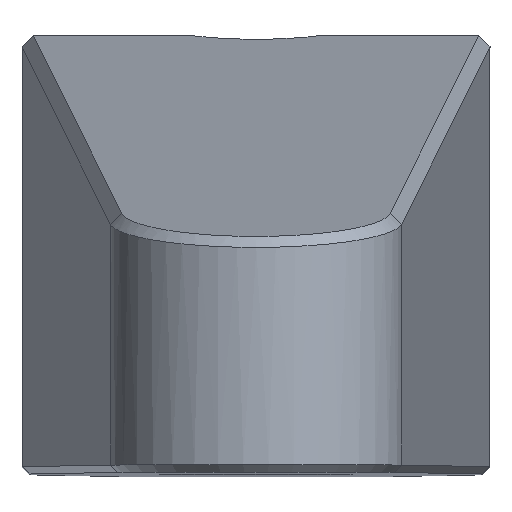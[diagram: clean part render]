
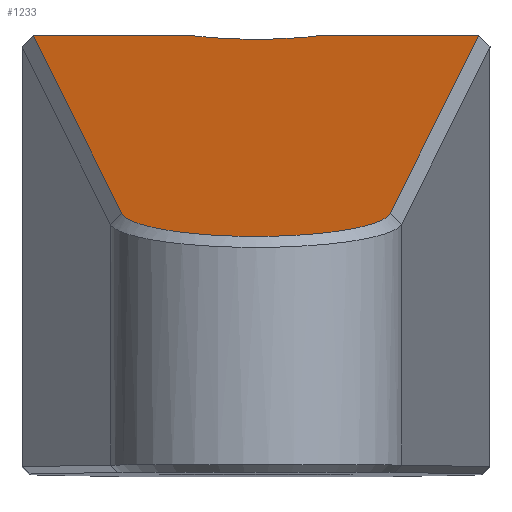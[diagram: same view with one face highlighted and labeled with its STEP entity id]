
A CAD part, top view. The second image highlights one B-rep face of the part: STEP entity #1233.
In plain terms, the highlighted planar face has unit normal (0, 0.982, 0.187).
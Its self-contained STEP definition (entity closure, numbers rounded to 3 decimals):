
#327=DIRECTION('',(-0.184,0.184,-0.966));
#328=VECTOR('',#327,0.037);
#329=CARTESIAN_POINT('',(15.244,29.993,16.535));
#330=LINE('',#329,#328);
#331=DIRECTION('',(-0.092,-0.186,0.978));
#332=VECTOR('',#331,65.907);
#333=CARTESIAN_POINT('',(15.244,29.993,16.535));
#334=LINE('',#333,#332);
#335=CARTESIAN_POINT('',(9.196,17.713,81.005));
#336=CARTESIAN_POINT('',(9.164,17.646,81.357));
#337=CARTESIAN_POINT('',(9.057,17.513,82.057));
#338=CARTESIAN_POINT('',(8.779,17.318,83.08));
#339=CARTESIAN_POINT('',(8.385,17.131,84.064));
#340=CARTESIAN_POINT('',(7.883,16.953,84.995));
#341=CARTESIAN_POINT('',(7.28,16.788,85.861));
#342=CARTESIAN_POINT('',(6.583,16.638,86.651));
#343=CARTESIAN_POINT('',(5.803,16.504,87.355));
#344=CARTESIAN_POINT('',(4.95,16.388,87.965));
#345=CARTESIAN_POINT('',(4.035,16.291,88.474));
#346=CARTESIAN_POINT('',(3.07,16.214,88.875));
#347=CARTESIAN_POINT('',(2.068,16.159,89.165));
#348=CARTESIAN_POINT('',(1.04,16.126,89.341));
#349=CARTESIAN_POINT('',(-0.001,16.114,89.399));
#350=CARTESIAN_POINT('',(-1.041,16.126,89.34));
#351=CARTESIAN_POINT('',(-2.069,16.159,89.165));
#352=CARTESIAN_POINT('',(-3.071,16.214,88.875));
#353=CARTESIAN_POINT('',(-4.036,16.291,88.473));
#354=CARTESIAN_POINT('',(-4.95,16.388,87.964));
#355=CARTESIAN_POINT('',(-5.803,16.504,87.354));
#356=CARTESIAN_POINT('',(-6.584,16.638,86.65));
#357=CARTESIAN_POINT('',(-7.28,16.789,85.86));
#358=CARTESIAN_POINT('',(-7.884,16.954,84.994));
#359=CARTESIAN_POINT('',(-8.386,17.131,84.063));
#360=CARTESIAN_POINT('',(-8.779,17.318,83.079));
#361=CARTESIAN_POINT('',(-9.057,17.513,82.056));
#362=CARTESIAN_POINT('',(-9.164,17.646,81.357));
#363=CARTESIAN_POINT('',(-9.196,17.713,81.005));
#365=DIRECTION('',(-0.092,0.186,-0.978));
#366=VECTOR('',#365,65.907);
#367=CARTESIAN_POINT('',(-9.196,17.713,81.005));
#368=LINE('',#367,#366);
#369=DIRECTION('',(-0.184,-0.184,0.966));
#370=VECTOR('',#369,0.037);
#371=CARTESIAN_POINT('',(-15.237,30.,16.5));
#372=LINE('',#371,#370);
#377=DIRECTION('',(1.,0.,0.));
#378=VECTOR('',#377,10.683);
#379=CARTESIAN_POINT('',(4.554,30.,16.5));
#380=LINE('',#379,#378);
#421=DIRECTION('',(1.,0.,0.));
#422=VECTOR('',#421,10.683);
#423=CARTESIAN_POINT('',(-15.237,30.,16.5));
#424=LINE('',#423,#422);
#434=CARTESIAN_POINT('',(4.554,30.,16.5));
#435=CARTESIAN_POINT('',(4.309,29.967,16.673));
#436=CARTESIAN_POINT('',(3.806,29.907,16.988));
#437=CARTESIAN_POINT('',(3.004,29.834,17.372));
#438=CARTESIAN_POINT('',(2.17,29.779,17.663));
#439=CARTESIAN_POINT('',(1.312,29.741,17.858));
#440=CARTESIAN_POINT('',(0.439,29.723,17.956));
#441=CARTESIAN_POINT('',(-0.439,29.723,17.956));
#442=CARTESIAN_POINT('',(-1.312,29.741,17.858));
#443=CARTESIAN_POINT('',(-2.17,29.779,17.663));
#444=CARTESIAN_POINT('',(-3.004,29.834,17.372));
#445=CARTESIAN_POINT('',(-3.806,29.907,16.988));
#446=CARTESIAN_POINT('',(-4.309,29.967,16.673));
#447=CARTESIAN_POINT('',(-4.554,30.,16.5));
#626=CARTESIAN_POINT('',(15.244,29.993,16.535));
#627=CARTESIAN_POINT('',(15.237,30.,16.5));
#628=VERTEX_POINT('',#626);
#629=VERTEX_POINT('',#627);
#632=CARTESIAN_POINT('',(-9.196,17.713,81.005));
#633=CARTESIAN_POINT('',(-15.244,29.993,16.535));
#634=VERTEX_POINT('',#632);
#635=VERTEX_POINT('',#633);
#641=VERTEX_POINT('',#335);
#644=CARTESIAN_POINT('',(-15.237,30.,16.5));
#645=VERTEX_POINT('',#644);
#690=CARTESIAN_POINT('',(-4.554,30.,16.5));
#692=VERTEX_POINT('',#690);
#714=CARTESIAN_POINT('',(4.554,30.,16.5));
#715=VERTEX_POINT('',#714);
#1214=CARTESIAN_POINT('',(-50.,0.,174.));
#1215=DIRECTION('',(0.,-0.982,-0.187));
#1216=DIRECTION('',(0.,0.187,-0.982));
#1217=AXIS2_PLACEMENT_3D('',#1214,#1215,#1216);
#1218=PLANE('',#1217);
#1219=ORIENTED_EDGE('',*,*,#1016,.F.);
#1220=ORIENTED_EDGE('',*,*,#1034,.T.);
#1221=ORIENTED_EDGE('',*,*,#1194,.T.);
#1222=ORIENTED_EDGE('',*,*,#1205,.T.);
#1224=ORIENTED_EDGE('',*,*,#1223,.F.);
#1226=ORIENTED_EDGE('',*,*,#1225,.T.);
#1228=ORIENTED_EDGE('',*,*,#1227,.F.);
#1230=ORIENTED_EDGE('',*,*,#1229,.T.);
#1231=EDGE_LOOP('',(#1219,#1220,#1221,#1222,#1224,#1226,#1228,#1230));
#1232=FACE_OUTER_BOUND('',#1231,.F.);
#364=B_SPLINE_CURVE_WITH_KNOTS('',3,(#335,#336,#337,#338,#339,#340,#341,#342,
#343,#344,#345,#346,#347,#348,#349,#350,#351,#352,#353,#354,#355,#356,#357,#358,
#359,#360,#361,#362,#363),.UNSPECIFIED.,.F.,.F.,(4,1,1,1,1,1,1,1,1,1,1,1,1,1,1,
1,1,1,1,1,1,1,1,1,1,1,4),(0.,0.038,0.077,
0.115,0.154,0.192,0.231,
0.269,0.308,0.346,0.385,
0.423,0.462,0.5,0.538,0.577,
0.615,0.654,0.692,0.731,
0.769,0.808,0.846,0.885,
0.923,0.962,1.),.UNSPECIFIED.);
#448=B_SPLINE_CURVE_WITH_KNOTS('',3,(#434,#435,#436,#437,#438,#439,#440,#441,
#442,#443,#444,#445,#446,#447),.UNSPECIFIED.,.F.,.F.,(4,1,1,1,1,1,1,1,1,1,1,4),(
0.,0.091,0.182,0.273,0.364,
0.455,0.545,0.636,0.727,
0.818,0.909,1.),.UNSPECIFIED.);
#1016=EDGE_CURVE('',#628,#629,#330,.T.);
#1034=EDGE_CURVE('',#628,#641,#334,.T.);
#1194=EDGE_CURVE('',#641,#634,#364,.T.);
#1205=EDGE_CURVE('',#634,#635,#368,.T.);
#1223=EDGE_CURVE('',#645,#635,#372,.T.);
#1225=EDGE_CURVE('',#645,#692,#424,.T.);
#1227=EDGE_CURVE('',#715,#692,#448,.T.);
#1229=EDGE_CURVE('',#715,#629,#380,.T.);
#1233=ADVANCED_FACE('',(#1232),#1218,.F.);
